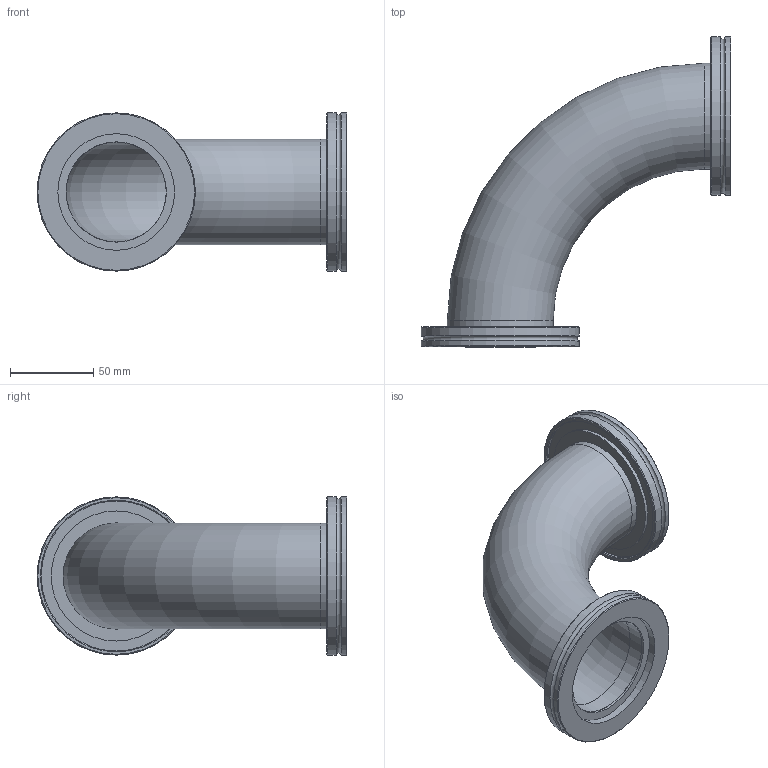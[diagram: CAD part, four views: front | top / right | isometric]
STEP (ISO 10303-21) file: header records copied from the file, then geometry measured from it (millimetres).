
FILE_DESCRIPTION(/* description */ (''),/* implementation_level */ '2;1');
FILE_NAME(/* name */ 'FL-E63LF-138.stp',/* time_stamp */ '2018-12-04T13:35:38+00:00',/* author */ ('paul'),/* organization */ (''),/* preprocessor_version */ 'ST-DEVELOPER v17.2',/* originating_system */ 'Autodesk Inventor 2019',/* authorisation */ '');
FILE_SCHEMA (('AUTOMOTIVE_DESIGN { 1 0 10303 214 3 1 1 }'));
Length unit declared in the file: millimetre
Products named in the file (3): FL-E63LF-138; tube; FL-63LF-W
Assembly tree (3 placements, depth 2):
  FL-E63LF-138
    tube
    FL-63LF-W  x2
Bounding box: 185.9 x 185.9 x 95 mm (x, y, z)
Volume: 152066.6 mm3; surface area: 114591.8 mm2
Topology: 3 solids, 3 shells, 42 faces, 106 edges, 78 vertices
Faces by surface type: cylinder 18, plane 14, cone 6, torus 4
Full cylindrical faces by diameter (mm): 60 x2, 60.2 x2, 63.5 x2, 63.7 x2, 70 x2, 78 x2, 90 x2, 95 x4
Entity records: 913 total; most frequent: DIRECTION 172, CARTESIAN_POINT 138, ORIENTED_EDGE 124, AXIS2_PLACEMENT_3D 79, EDGE_CURVE 62, CIRCLE 48, VERTEX_POINT 45, EDGE_LOOP 33
